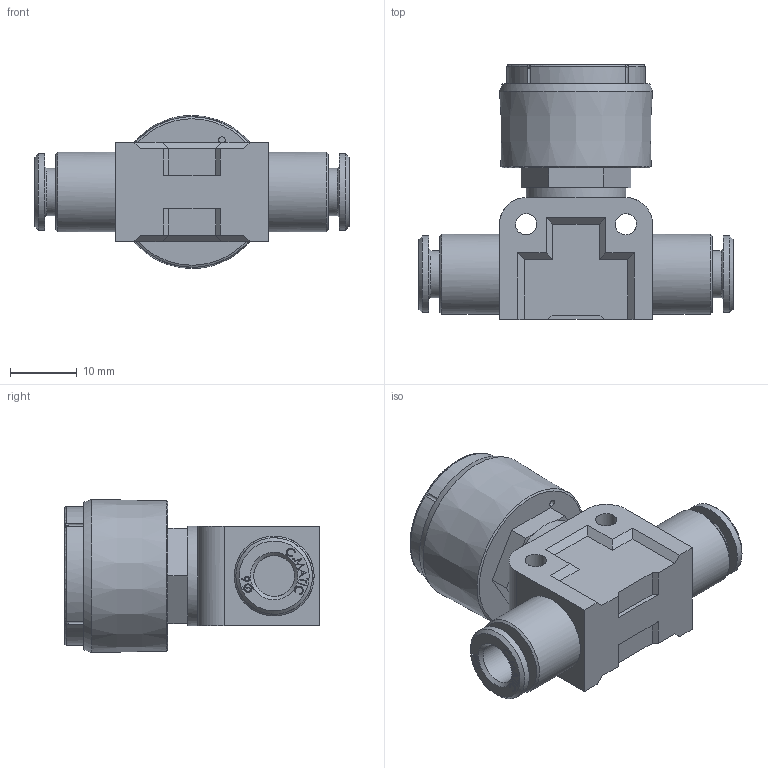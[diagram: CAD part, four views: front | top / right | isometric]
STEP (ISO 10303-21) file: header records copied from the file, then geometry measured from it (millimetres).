
FILE_DESCRIPTION(( 'MV.51.08.18.stp' ), '1');
FILE_NAME( 'MV.51.08.18.stp', '2019-06-25T13:24:30',( 'Sopra'),('sopra-pneumatic.com'), 'SwSTEP 2.0','SolidWorks 2009','' );
FILE_SCHEMA( ( 'CONFIG_CONTROL_DESIGN' ) );
Length unit declared in the file: millimetre
Products named in the file (3): 4413030; NONE
Assembly tree (2 placements, depth 2):
  4413030
    NONE
    NONE
Bounding box: 47.4 x 38.3 x 23 mm (x, y, z)
Volume: 13809.6 mm3; surface area: 5889.1 mm2
Topology: 2 solids, 2 shells, 322 faces, 859 edges, 577 vertices
Faces by surface type: plane 192, bspline 96, cylinder 23, cone 11
Full cylindrical faces by diameter (mm): 1 x1, 3.2 x2, 6.15 x2, 7.1 x2, 11.5 x2, 12 x2, 15 x1, 18.5 x1
Entity records: 15353 total; most frequent: CARTESIAN_POINT 9256, ORIENTED_EDGE 1670, EDGE_CURVE 835, B_SPLINE_CURVE_WITH_KNOTS 810, VERTEX_POINT 577, DIRECTION 458, EDGE_LOOP 388, FACE_OUTER_BOUND 335
